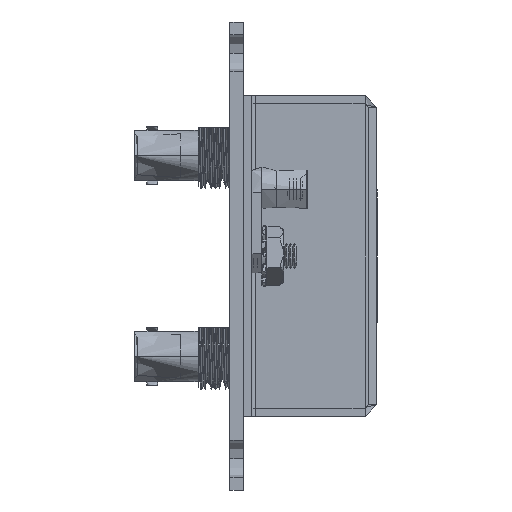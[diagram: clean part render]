
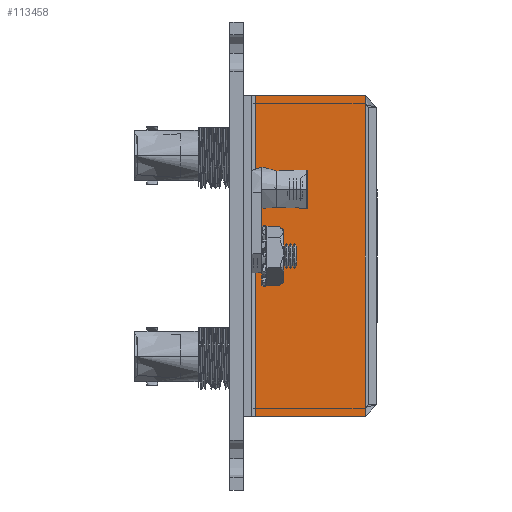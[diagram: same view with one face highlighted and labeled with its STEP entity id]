
A CAD part, left-side view. The second image highlights one B-rep face of the part: STEP entity #113458.
In plain terms, the highlighted planar face has unit normal (-1, 0, 0).
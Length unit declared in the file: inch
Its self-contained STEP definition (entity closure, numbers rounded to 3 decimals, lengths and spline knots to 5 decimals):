
#2665 = VERTEX_POINT ( 'NONE', #62820 ) ;
#3562 = CARTESIAN_POINT ( 'NONE',  ( -7.7, 0.029, 1.2 ) ) ;
#10440 = CARTESIAN_POINT ( 'NONE',  ( -7.7, 0.029, -1.2 ) ) ;
#23261 = CARTESIAN_POINT ( 'NONE',  ( -7.7, 0.029, 2.29637 ) ) ;
#29629 = DIRECTION ( 'NONE',  ( 1., 0., 0. ) ) ;
#35729 = LINE ( 'NONE', #44386, #73710 ) ;
#38434 = CARTESIAN_POINT ( 'NONE',  ( -7.7, 0.851, 1.2 ) ) ;
#40667 = EDGE_CURVE ( 'NONE', #43122, #2665, #44962, .T. ) ;
#42648 = VECTOR ( 'NONE', #92613, 39.37008 ) ;
#43122 = VERTEX_POINT ( 'NONE', #3562 ) ;
#43602 = VECTOR ( 'NONE', #56845, 39.37008 ) ;
#44386 = CARTESIAN_POINT ( 'NONE',  ( -7.7, 0.851, 1.2 ) ) ;
#44547 = DIRECTION ( 'NONE',  ( 0., 0., 1. ) ) ;
#44962 = LINE ( 'NONE', #23261, #42648 ) ;
#44968 = EDGE_CURVE ( 'NONE', #154476, #52743, #131475, .T. ) ;
#47363 = LINE ( 'NONE', #107867, #87551 ) ;
#52743 = VERTEX_POINT ( 'NONE', #110404 ) ;
#56845 = DIRECTION ( 'NONE',  ( 0., -1., 0. ) ) ;
#57700 = CARTESIAN_POINT ( 'NONE',  ( -7.7, 0.851, -1.13293 ) ) ;
#62820 = CARTESIAN_POINT ( 'NONE',  ( -7.7, 0.029, 1.13293 ) ) ;
#65968 = DIRECTION ( 'NONE',  ( 0., 0., -1. ) ) ;
#66834 = ORIENTED_EDGE ( 'NONE', *, *, #44968, .T. ) ;
#71793 = CARTESIAN_POINT ( 'NONE',  ( -7.7, 0., -1.2 ) ) ;
#73710 = VECTOR ( 'NONE', #128798, 39.37008 ) ;
#84428 = ORIENTED_EDGE ( 'NONE', *, *, #134307, .T. ) ;
#85880 = EDGE_LOOP ( 'NONE', ( #158851, #84428, #66834, #128991, #139051, #95818 ) ) ;
#87551 = VECTOR ( 'NONE', #65968, 39.37008 ) ;
#92613 = DIRECTION ( 'NONE',  ( 0., 0., -1. ) ) ;
#95490 = DIRECTION ( 'NONE',  ( 0., 0., 1. ) ) ;
#95818 = ORIENTED_EDGE ( 'NONE', *, *, #113991, .F. ) ;
#96337 = LINE ( 'NONE', #57700, #129705 ) ;
#102408 = AXIS2_PLACEMENT_3D ( 'NONE', #171616, #29629, #170986 ) ;
#106162 = LINE ( 'NONE', #71793, #43602 ) ;
#107867 = CARTESIAN_POINT ( 'NONE',  ( -7.7, 0.029, -1.2 ) ) ;
#110404 = CARTESIAN_POINT ( 'NONE',  ( -7.7, 0.029, -1.13293 ) ) ;
#113458 = ADVANCED_FACE ( 'NONE', ( #145671 ), #157230, .F. ) ;
#113991 = EDGE_CURVE ( 'NONE', #149070, #43122, #35729, .T. ) ;
#120080 = EDGE_CURVE ( 'NONE', #181951, #149070, #96337, .T. ) ;
#128798 = DIRECTION ( 'NONE',  ( 0., -1., 0. ) ) ;
#128991 = ORIENTED_EDGE ( 'NONE', *, *, #149169, .F. ) ;
#129705 = VECTOR ( 'NONE', #44547, 39.37008 ) ;
#131083 = CARTESIAN_POINT ( 'NONE',  ( -7.7, 0.851, -1.2 ) ) ;
#131475 = LINE ( 'NONE', #166847, #176186 ) ;
#134307 = EDGE_CURVE ( 'NONE', #181951, #154476, #106162, .T. ) ;
#139051 = ORIENTED_EDGE ( 'NONE', *, *, #40667, .F. ) ;
#145671 = FACE_OUTER_BOUND ( 'NONE', #85880, .T. ) ;
#149070 = VERTEX_POINT ( 'NONE', #38434 ) ;
#149169 = EDGE_CURVE ( 'NONE', #2665, #52743, #47363, .T. ) ;
#154476 = VERTEX_POINT ( 'NONE', #10440 ) ;
#157230 = PLANE ( 'NONE',  #102408 ) ;
#158851 = ORIENTED_EDGE ( 'NONE', *, *, #120080, .F. ) ;
#166847 = CARTESIAN_POINT ( 'NONE',  ( -7.7, 0.029, -2.29637 ) ) ;
#170986 = DIRECTION ( 'NONE',  ( 0., 1., 0. ) ) ;
#171616 = CARTESIAN_POINT ( 'NONE',  ( -7.7, 0., 0. ) ) ;
#176186 = VECTOR ( 'NONE', #95490, 39.37008 ) ;
#181951 = VERTEX_POINT ( 'NONE', #131083 ) ;
